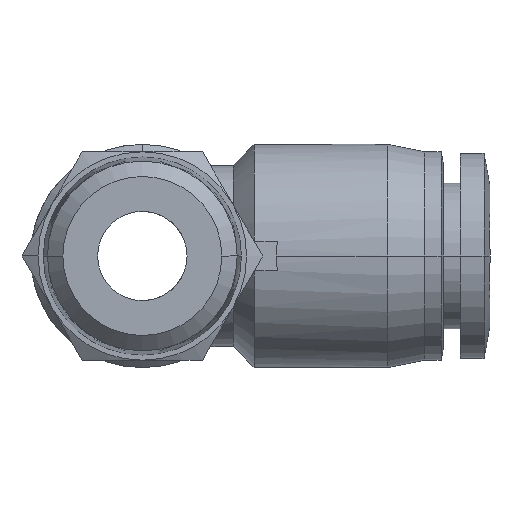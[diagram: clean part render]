
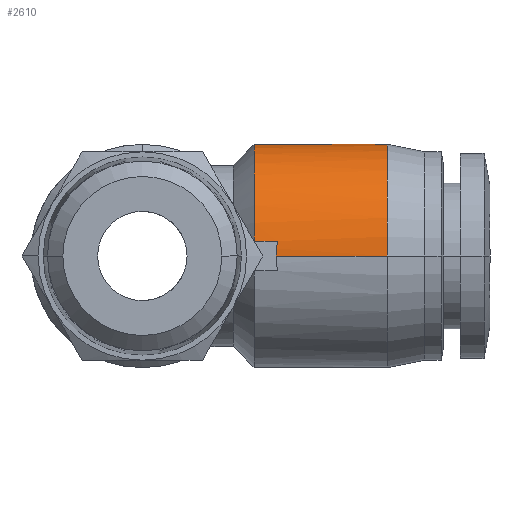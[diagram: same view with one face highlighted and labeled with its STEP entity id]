
A CAD part, front view. The second image highlights one B-rep face of the part: STEP entity #2610.
In plain terms, the highlighted cylindrical face has radius 7.5 mm (diameter 15 mm), a partial arc.
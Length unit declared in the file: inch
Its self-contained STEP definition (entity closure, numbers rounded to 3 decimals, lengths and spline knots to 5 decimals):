
#34 = VERTEX_POINT ( 'NONE', #1187 ) ;
#37 = CARTESIAN_POINT ( 'NONE',  ( 0.35433, 0.3248, 0.01317 ) ) ;
#47 = EDGE_CURVE ( 'NONE', #1539, #4116, #4334, .T. ) ;
#146 = VECTOR ( 'NONE', #1343, 39.37008 ) ;
#197 =( BOUNDED_CURVE ( )  B_SPLINE_CURVE ( 3, ( #2624, #4819, #3386, #1138 ),
 .UNSPECIFIED., .F., .F. ) 
 B_SPLINE_CURVE_WITH_KNOTS ( ( 4, 4 ),
 ( 3.00786, 3.14159 ),
 .UNSPECIFIED. ) 
 CURVE ( )  GEOMETRIC_REPRESENTATION_ITEM ( )  RATIONAL_B_SPLINE_CURVE ( ( 1., 0.999, 0.999, 1. ) ) 
 REPRESENTATION_ITEM ( '' )  );
#202 = LINE ( 'NONE', #3571, #146 ) ;
#604 = DIRECTION ( 'NONE',  ( 1., 0., 0. ) ) ;
#738 = DIRECTION ( 'NONE',  ( 1., 0., 0. ) ) ;
#1138 = CARTESIAN_POINT ( 'NONE',  ( 0.3937, 0.91535, 0. ) ) ;
#1187 = CARTESIAN_POINT ( 'NONE',  ( 0.29528, 0.91272, 0.03937 ) ) ;
#1203 = CARTESIAN_POINT ( 'NONE',  ( 0.47146, 0.91535, 0. ) ) ;
#1281 = CIRCLE ( 'NONE', #2619, 0.29528 ) ;
#1343 = DIRECTION ( 'NONE',  ( 1., 0., 0. ) ) ;
#1384 = CARTESIAN_POINT ( 'NONE',  ( 0.29528, 0.62008, 0. ) ) ;
#1389 = DIRECTION ( 'NONE',  ( 0., 1., 0. ) ) ;
#1408 = ORIENTED_EDGE ( 'NONE', *, *, #4713, .T. ) ;
#1495 = EDGE_CURVE ( 'NONE', #34, #4624, #2188, .T. ) ;
#1504 = DIRECTION ( 'NONE',  ( -1., 0., 0. ) ) ;
#1539 = VERTEX_POINT ( 'NONE', #3625 ) ;
#1571 = CARTESIAN_POINT ( 'NONE',  ( 0.35697, 0.32744, 0.03937 ) ) ;
#1579 = VERTEX_POINT ( 'NONE', #4379 ) ;
#1748 = DIRECTION ( 'NONE',  ( 0., 1., 0. ) ) ;
#1795 = EDGE_CURVE ( 'NONE', #1579, #3105, #202, .T. ) ;
#1929 = ORIENTED_EDGE ( 'NONE', *, *, #1795, .T. ) ;
#2038 = VECTOR ( 'NONE', #604, 39.37008 ) ;
#2118 = CARTESIAN_POINT ( 'NONE',  ( 0.47146, 0.62008, 0. ) ) ;
#2188 = LINE ( 'NONE', #2854, #2038 ) ;
#2204 = DIRECTION ( 'NONE',  ( -1., 0., 0. ) ) ;
#2243 = EDGE_CURVE ( 'NONE', #4341, #4363, #2373, .T. ) ;
#2298 = ORIENTED_EDGE ( 'NONE', *, *, #3084, .F. ) ;
#2332 = CARTESIAN_POINT ( 'NONE',  ( 0.64764, 0.91535, 0. ) ) ;
#2373 = LINE ( 'NONE', #3726, #3252 ) ;
#2485 = DIRECTION ( 'NONE',  ( 1., 0., 0. ) ) ;
#2542 = CARTESIAN_POINT ( 'NONE',  ( 0.35697, 0.32744, 0.03937 ) ) ;
#2610 = ADVANCED_FACE ( 'NONE', ( #4082 ), #3641, .T. ) ;
#2619 = AXIS2_PLACEMENT_3D ( 'NONE', #1384, #3975, #1748 ) ;
#2624 = CARTESIAN_POINT ( 'NONE',  ( 0.39634, 0.91272, 0.03937 ) ) ;
#2681 = CARTESIAN_POINT ( 'NONE',  ( 0.35433, 0.3248, 0. ) ) ;
#2764 = ORIENTED_EDGE ( 'NONE', *, *, #2243, .F. ) ;
#2795 = CARTESIAN_POINT ( 'NONE',  ( 0.39634, 0.91272, 0.03937 ) ) ;
#2854 = CARTESIAN_POINT ( 'NONE',  ( 0.28246, 0.91272, 0.03937 ) ) ;
#2930 = EDGE_LOOP ( 'NONE', ( #4188, #1929, #4520, #3624, #2298, #3075, #1408, #2764 ) ) ;
#3075 = ORIENTED_EDGE ( 'NONE', *, *, #1495, .F. ) ;
#3084 = EDGE_CURVE ( 'NONE', #4624, #1539, #197, .T. ) ;
#3105 = VERTEX_POINT ( 'NONE', #4508 ) ;
#3132 = AXIS2_PLACEMENT_3D ( 'NONE', #2118, #2485, #1389 ) ;
#3252 = VECTOR ( 'NONE', #1504, 39.37008 ) ;
#3296 = CARTESIAN_POINT ( 'NONE',  ( 0.29528, 0.32744, 0.03937 ) ) ;
#3386 = CARTESIAN_POINT ( 'NONE',  ( 0.3937, 0.91535, 0.01317 ) ) ;
#3387 = EDGE_CURVE ( 'NONE', #1579, #4341, #4653, .T. ) ;
#3571 = CARTESIAN_POINT ( 'NONE',  ( 0.47146, 0.3248, 0. ) ) ;
#3624 = ORIENTED_EDGE ( 'NONE', *, *, #47, .F. ) ;
#3625 = CARTESIAN_POINT ( 'NONE',  ( 0.3937, 0.91535, 0. ) ) ;
#3641 = CYLINDRICAL_SURFACE ( 'NONE', #3132, 0.29528 ) ;
#3726 = CARTESIAN_POINT ( 'NONE',  ( 0.25042, 0.32744, 0.03937 ) ) ;
#3798 = CARTESIAN_POINT ( 'NONE',  ( 0.35521, 0.32568, 0.02632 ) ) ;
#3975 = DIRECTION ( 'NONE',  ( 1., 0., 0. ) ) ;
#4050 = AXIS2_PLACEMENT_3D ( 'NONE', #4406, #2204, #4771 ) ;
#4082 = FACE_OUTER_BOUND ( 'NONE', #2930, .T. ) ;
#4116 = VERTEX_POINT ( 'NONE', #2332 ) ;
#4188 = ORIENTED_EDGE ( 'NONE', *, *, #3387, .F. ) ;
#4222 = CIRCLE ( 'NONE', #4050, 0.29528 ) ;
#4277 = VECTOR ( 'NONE', #738, 39.37008 ) ;
#4334 = LINE ( 'NONE', #1203, #4277 ) ;
#4341 = VERTEX_POINT ( 'NONE', #2542 ) ;
#4363 = VERTEX_POINT ( 'NONE', #3296 ) ;
#4379 = CARTESIAN_POINT ( 'NONE',  ( 0.35433, 0.3248, 0. ) ) ;
#4406 = CARTESIAN_POINT ( 'NONE',  ( 0.64764, 0.62008, 0. ) ) ;
#4424 = EDGE_CURVE ( 'NONE', #3105, #4116, #4222, .T. ) ;
#4508 = CARTESIAN_POINT ( 'NONE',  ( 0.64764, 0.3248, 0. ) ) ;
#4520 = ORIENTED_EDGE ( 'NONE', *, *, #4424, .T. ) ;
#4624 = VERTEX_POINT ( 'NONE', #2795 ) ;
#4653 =( BOUNDED_CURVE ( )  B_SPLINE_CURVE ( 3, ( #2681, #37, #3798, #1571 ),
 .UNSPECIFIED., .F., .T. ) 
 B_SPLINE_CURVE_WITH_KNOTS ( ( 4, 4 ),
 ( 3.14159, 3.27532 ),
 .UNSPECIFIED. ) 
 CURVE ( )  GEOMETRIC_REPRESENTATION_ITEM ( )  RATIONAL_B_SPLINE_CURVE ( ( 1., 0.999, 0.999, 1. ) ) 
 REPRESENTATION_ITEM ( '' )  );
#4713 = EDGE_CURVE ( 'NONE', #34, #4363, #1281, .T. ) ;
#4771 = DIRECTION ( 'NONE',  ( 0., 1., 0. ) ) ;
#4819 = CARTESIAN_POINT ( 'NONE',  ( 0.39458, 0.91447, 0.02632 ) ) ;
